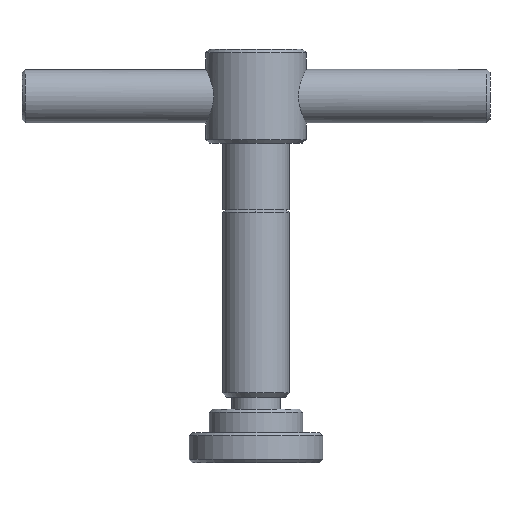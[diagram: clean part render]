
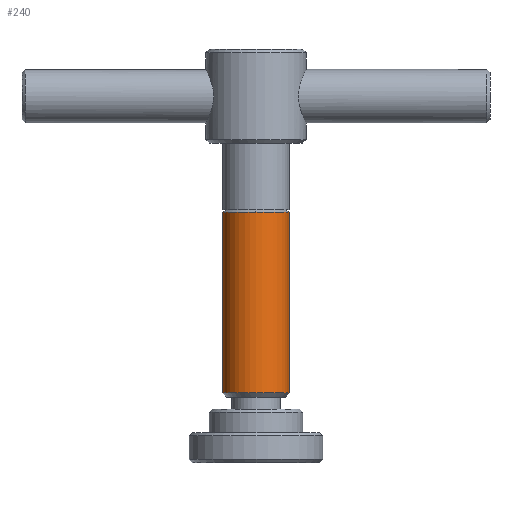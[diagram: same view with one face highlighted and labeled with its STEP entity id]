
A CAD part, front view. The second image highlights one B-rep face of the part: STEP entity #240.
In plain terms, the highlighted cylindrical face has radius 10 mm (diameter 20 mm), a partial arc.
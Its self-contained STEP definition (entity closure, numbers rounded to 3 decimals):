
#240=ADVANCED_FACE('',(#639),#640,.T.);
#252=VERTEX_POINT('',#652);
#266=EDGE_CURVE('',#314,#252,#669,.T.);
#280=VERTEX_POINT('',#683);
#312=EDGE_CURVE('',#252,#360,#725,.T.);
#314=VERTEX_POINT('',#727);
#356=EDGE_CURVE('',#280,#588,#770,.T.);
#360=VERTEX_POINT('',#774);
#428=EDGE_CURVE('',#360,#280,#851,.T.);
#518=EDGE_CURVE('',#588,#314,#954,.T.);
#588=VERTEX_POINT('',#1032);
#639=FACE_OUTER_BOUND('',#1082,.T.);
#640=CYLINDRICAL_SURFACE('',#1083,10.0);
#652=CARTESIAN_POINT('',(10.0,0.,20.85));
#669=CIRCLE('',#1121,10.0);
#683=CARTESIAN_POINT('',(0.,-10.,74.819));
#725=LINE('',#1192,#1193);
#727=CARTESIAN_POINT('',(-10.,0.,20.85));
#770=CIRCLE('',#1255,10.0);
#774=CARTESIAN_POINT('',(10.0,0.,74.819));
#851=CIRCLE('',#1422,10.0);
#954=LINE('',#1608,#1609);
#1032=CARTESIAN_POINT('',(-10.,0.,74.819));
#1082=EDGE_LOOP('',(#1767,#1768,#1769,#1770,#1771));
#1083=AXIS2_PLACEMENT_3D('',#1772,#1773,#1774);
#1121=AXIS2_PLACEMENT_3D('',#1805,#1806,#1807);
#1192=CARTESIAN_POINT('',(10.0,0.,58.225));
#1193=VECTOR('',#1897,1.0);
#1255=AXIS2_PLACEMENT_3D('',#1927,#1928,#1929);
#1422=AXIS2_PLACEMENT_3D('',#2039,#2040,#2041);
#1608=CARTESIAN_POINT('',(-10.,0.,58.225));
#1609=VECTOR('',#2172,1.0);
#1767=ORIENTED_EDGE('',*,*,#312,.T.);
#1768=ORIENTED_EDGE('',*,*,#428,.T.);
#1769=ORIENTED_EDGE('',*,*,#356,.T.);
#1770=ORIENTED_EDGE('',*,*,#518,.T.);
#1771=ORIENTED_EDGE('',*,*,#266,.T.);
#1772=CARTESIAN_POINT('',(0.,0.,58.225));
#1773=DIRECTION('',(0.,0.,-1.0));
#1774=DIRECTION('',(1.0,0.,0.));
#1805=CARTESIAN_POINT('',(0.,0.,20.85));
#1806=DIRECTION('',(0.,0.,1.0));
#1807=DIRECTION('',(1.0,0.,0.));
#1897=DIRECTION('',(0.,0.,1.0));
#1927=CARTESIAN_POINT('',(0.,0.,74.819));
#1928=DIRECTION('',(0.,0.,-1.0));
#1929=DIRECTION('',(1.0,0.,0.));
#2039=CARTESIAN_POINT('',(0.,0.,74.819));
#2040=DIRECTION('',(0.,0.,-1.0));
#2041=DIRECTION('',(1.0,0.,0.));
#2172=DIRECTION('',(0.,0.,-1.0));
